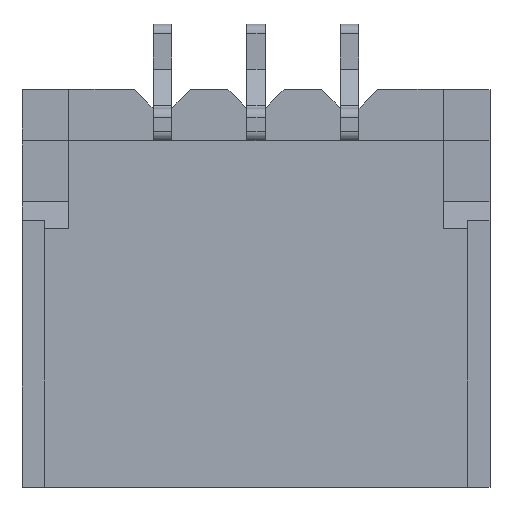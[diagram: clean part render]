
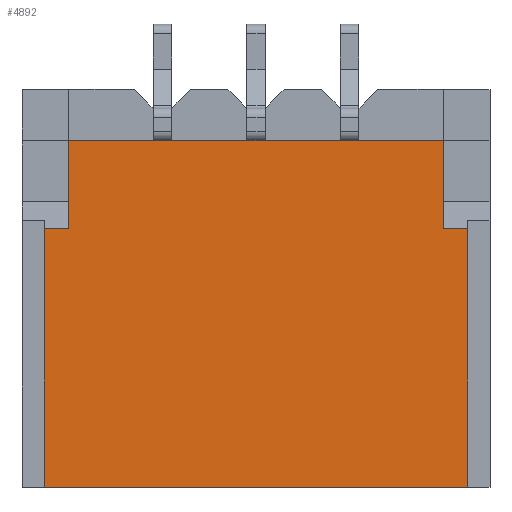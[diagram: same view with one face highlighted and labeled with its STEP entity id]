
A CAD part, top view. The second image highlights one B-rep face of the part: STEP entity #4892.
In plain terms, the highlighted face is planar.
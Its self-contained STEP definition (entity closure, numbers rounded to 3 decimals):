
#4259 = EDGE_CURVE('',#4260,#4262,#4264,.T.);
#4260 = VERTEX_POINT('',#4261);
#4261 = CARTESIAN_POINT('',(-2.,3.255,0.195));
#4262 = VERTEX_POINT('',#4263);
#4263 = CARTESIAN_POINT('',(2.,3.255,0.195));
#4264 = LINE('',#4265,#4266);
#4265 = CARTESIAN_POINT('',(-2.5,3.255,0.195));
#4266 = VECTOR('',#4267,1.);
#4267 = DIRECTION('',(1.,0.,0.));
#4568 = VERTEX_POINT('',#4569);
#4569 = CARTESIAN_POINT('',(2.26,3.255,3.895));
#4575 = EDGE_CURVE('',#4576,#4568,#4578,.T.);
#4576 = VERTEX_POINT('',#4577);
#4577 = CARTESIAN_POINT('',(-2.26,3.255,3.895));
#4578 = LINE('',#4579,#4580);
#4579 = CARTESIAN_POINT('',(-2.5,3.255,3.895));
#4580 = VECTOR('',#4581,1.);
#4581 = DIRECTION('',(1.,0.,0.));
#4892 = ADVANCED_FACE('',(#4893),#4941,.T.);
#4893 = FACE_BOUND('',#4894,.T.);
#4894 = EDGE_LOOP('',(#4895,#4896,#4904,#4912,#4918,#4919,#4927,#4935));
#4895 = ORIENTED_EDGE('',*,*,#4575,.T.);
#4896 = ORIENTED_EDGE('',*,*,#4897,.F.);
#4897 = EDGE_CURVE('',#4898,#4568,#4900,.T.);
#4898 = VERTEX_POINT('',#4899);
#4899 = CARTESIAN_POINT('',(2.26,3.255,1.134));
#4900 = LINE('',#4901,#4902);
#4901 = CARTESIAN_POINT('',(2.26,3.255,3.895));
#4902 = VECTOR('',#4903,1.);
#4903 = DIRECTION('',(0.,0.,1.));
#4904 = ORIENTED_EDGE('',*,*,#4905,.T.);
#4905 = EDGE_CURVE('',#4898,#4906,#4908,.T.);
#4906 = VERTEX_POINT('',#4907);
#4907 = CARTESIAN_POINT('',(2.,3.255,1.134));
#4908 = LINE('',#4909,#4910);
#4909 = CARTESIAN_POINT('',(-4.5,3.255,1.134));
#4910 = VECTOR('',#4911,1.);
#4911 = DIRECTION('',(-1.,0.,0.));
#4912 = ORIENTED_EDGE('',*,*,#4913,.T.);
#4913 = EDGE_CURVE('',#4906,#4262,#4914,.T.);
#4914 = LINE('',#4915,#4916);
#4915 = CARTESIAN_POINT('',(2.,3.255,3.895));
#4916 = VECTOR('',#4917,1.);
#4917 = DIRECTION('',(-0.,0.,-1.));
#4918 = ORIENTED_EDGE('',*,*,#4259,.F.);
#4919 = ORIENTED_EDGE('',*,*,#4920,.T.);
#4920 = EDGE_CURVE('',#4260,#4921,#4923,.T.);
#4921 = VERTEX_POINT('',#4922);
#4922 = CARTESIAN_POINT('',(-2.,3.255,1.134));
#4923 = LINE('',#4924,#4925);
#4924 = CARTESIAN_POINT('',(-2.,3.255,3.895));
#4925 = VECTOR('',#4926,1.);
#4926 = DIRECTION('',(0.,0.,1.));
#4927 = ORIENTED_EDGE('',*,*,#4928,.T.);
#4928 = EDGE_CURVE('',#4921,#4929,#4931,.T.);
#4929 = VERTEX_POINT('',#4930);
#4930 = CARTESIAN_POINT('',(-2.26,3.255,1.134));
#4931 = LINE('',#4932,#4933);
#4932 = CARTESIAN_POINT('',(-2.5,3.255,1.134));
#4933 = VECTOR('',#4934,1.);
#4934 = DIRECTION('',(-1.,0.,0.));
#4935 = ORIENTED_EDGE('',*,*,#4936,.F.);
#4936 = EDGE_CURVE('',#4576,#4929,#4937,.T.);
#4937 = LINE('',#4938,#4939);
#4938 = CARTESIAN_POINT('',(-2.26,3.255,3.895));
#4939 = VECTOR('',#4940,1.);
#4940 = DIRECTION('',(0.,0.,-1.));
#4941 = PLANE('',#4942);
#4942 = AXIS2_PLACEMENT_3D('',#4943,#4944,#4945);
#4943 = CARTESIAN_POINT('',(-2.5,3.255,3.895));
#4944 = DIRECTION('',(0.,1.,0.));
#4945 = DIRECTION('',(0.,0.,1.));
